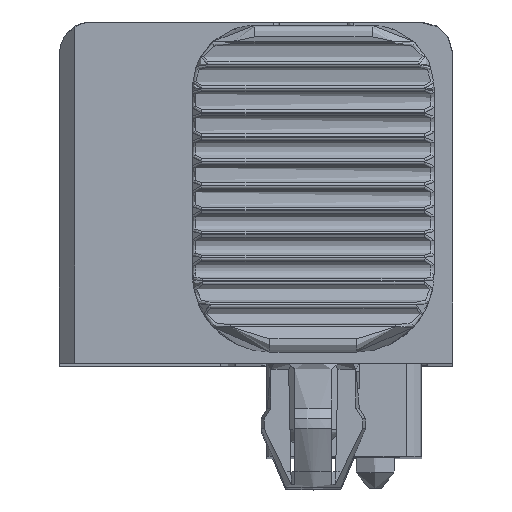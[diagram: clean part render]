
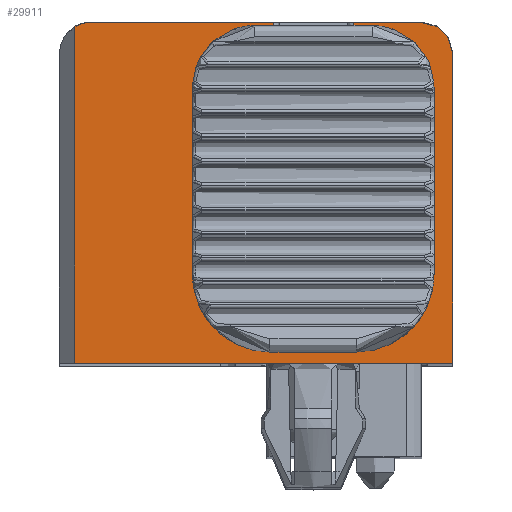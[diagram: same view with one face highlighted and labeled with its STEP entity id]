
A CAD part, top view. The second image highlights one B-rep face of the part: STEP entity #29911.
In plain terms, the highlighted planar face has unit normal (0, 0, 1).
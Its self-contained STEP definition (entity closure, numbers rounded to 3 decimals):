
#935=CIRCLE('',#30344,2.);
#1105=CIRCLE('',#30594,2.);
#1789=CIRCLE('',#32059,1.);
#1805=CIRCLE('',#32107,1.);
#3971=FACE_OUTER_BOUND('',#5607,.T.);
#5607=EDGE_LOOP('',(#26747,#26748,#26749,#26750,#26751,#26752,#26753,#26754,
#26755,#26756,#26757,#26758,#26759,#26760,#26761,#26762,#26763,#26764,#26765,
#26766,#26767,#26768,#26769,#26770));
#6130=LINE('',#41510,#8927);
#6277=LINE('',#41944,#9074);
#6284=LINE('',#41959,#9081);
#6300=LINE('',#41993,#9097);
#6310=LINE('',#42047,#9107);
#6312=LINE('',#42055,#9109);
#6459=LINE('',#42542,#9256);
#6554=LINE('',#53860,#9351);
#6557=LINE('',#53866,#9354);
#6558=LINE('',#53870,#9355);
#6913=LINE('',#55178,#9710);
#6919=LINE('',#55195,#9716);
#6922=LINE('',#55203,#9719);
#6923=LINE('',#55205,#9720);
#6929=LINE('',#55216,#9726);
#7704=LINE('',#70907,#10501);
#7934=LINE('',#71827,#10731);
#7982=LINE('',#72063,#10779);
#7993=LINE('',#72230,#10790);
#8423=LINE('',#74798,#11220);
#8927=VECTOR('',#33339,1000.);
#9074=VECTOR('',#33634,10.);
#9081=VECTOR('',#33643,10.);
#9097=VECTOR('',#33665,10.);
#9107=VECTOR('',#33711,10.);
#9109=VECTOR('',#33717,10.);
#9256=VECTOR('',#33956,10.);
#9351=VECTOR('',#34439,10.);
#9354=VECTOR('',#34442,10.);
#9355=VECTOR('',#34447,10.);
#9710=VECTOR('',#35336,1000.);
#9716=VECTOR('',#35350,1000.);
#9719=VECTOR('',#35357,1000.);
#9720=VECTOR('',#35360,1000.);
#9726=VECTOR('',#35374,1000.);
#10501=VECTOR('',#37833,1000.);
#10731=VECTOR('',#38641,1000.);
#10779=VECTOR('',#38825,1000.);
#10790=VECTOR('',#38904,1000.);
#11220=VECTOR('',#40258,1000.);
#11623=VERTEX_POINT('',#41506);
#11625=VERTEX_POINT('',#41509);
#11837=VERTEX_POINT('',#41941);
#11838=VERTEX_POINT('',#41943);
#11844=VERTEX_POINT('',#41957);
#11845=VERTEX_POINT('',#41958);
#11859=VERTEX_POINT('',#41991);
#11860=VERTEX_POINT('',#41992);
#11885=VERTEX_POINT('',#42044);
#11886=VERTEX_POINT('',#42046);
#11889=VERTEX_POINT('',#42052);
#11890=VERTEX_POINT('',#42054);
#12286=VERTEX_POINT('',#53858);
#12288=VERTEX_POINT('',#53863);
#12289=VERTEX_POINT('',#53865);
#12290=VERTEX_POINT('',#53869);
#12531=VERTEX_POINT('',#55177);
#12538=VERTEX_POINT('',#55193);
#12541=VERTEX_POINT('',#55201);
#12542=VERTEX_POINT('',#55215);
#13532=VERTEX_POINT('',#70906);
#13744=VERTEX_POINT('',#71825);
#13783=VERTEX_POINT('',#72059);
#13810=VERTEX_POINT('',#72292);
#14660=EDGE_CURVE('',#11623,#11625,#6130,.T.);
#14877=EDGE_CURVE('',#11838,#11837,#6277,.T.);
#14884=EDGE_CURVE('',#11844,#11845,#6284,.T.);
#14900=EDGE_CURVE('',#11859,#11860,#6300,.T.);
#14927=EDGE_CURVE('',#11886,#11885,#6310,.T.);
#14931=EDGE_CURVE('',#11890,#11889,#6312,.T.);
#14938=EDGE_CURVE('',#11889,#11859,#935,.T.);
#15111=EDGE_CURVE('',#11845,#11838,#6459,.T.);
#15465=EDGE_CURVE('',#11860,#12286,#6554,.T.);
#15468=EDGE_CURVE('',#12289,#12288,#6557,.T.);
#15470=EDGE_CURVE('',#12288,#12290,#6558,.T.);
#15483=EDGE_CURVE('',#12290,#11886,#1105,.T.);
#15908=EDGE_CURVE('',#12531,#11844,#6913,.T.);
#15918=EDGE_CURVE('',#11837,#12538,#6919,.T.);
#15922=EDGE_CURVE('',#12541,#11885,#6922,.F.);
#15923=EDGE_CURVE('',#12289,#12538,#6923,.F.);
#15929=EDGE_CURVE('',#11890,#12542,#6929,.F.);
#17379=EDGE_CURVE('',#13532,#12541,#7704,.F.);
#17766=EDGE_CURVE('',#13744,#11623,#7934,.F.);
#17859=EDGE_CURVE('',#13783,#13744,#1789,.T.);
#17860=EDGE_CURVE('',#12542,#13783,#7982,.F.);
#17907=EDGE_CURVE('',#12531,#12286,#7993,.F.);
#17921=EDGE_CURVE('',#13810,#13532,#1805,.T.);
#18631=EDGE_CURVE('',#13810,#11625,#8423,.T.);
#26747=ORIENTED_EDGE('',*,*,#14877,.T.);
#26748=ORIENTED_EDGE('',*,*,#15918,.T.);
#26749=ORIENTED_EDGE('',*,*,#15923,.F.);
#26750=ORIENTED_EDGE('',*,*,#15468,.T.);
#26751=ORIENTED_EDGE('',*,*,#15470,.T.);
#26752=ORIENTED_EDGE('',*,*,#15483,.T.);
#26753=ORIENTED_EDGE('',*,*,#14927,.T.);
#26754=ORIENTED_EDGE('',*,*,#15922,.F.);
#26755=ORIENTED_EDGE('',*,*,#17379,.F.);
#26756=ORIENTED_EDGE('',*,*,#17921,.F.);
#26757=ORIENTED_EDGE('',*,*,#18631,.T.);
#26758=ORIENTED_EDGE('',*,*,#14660,.F.);
#26759=ORIENTED_EDGE('',*,*,#17766,.F.);
#26760=ORIENTED_EDGE('',*,*,#17859,.F.);
#26761=ORIENTED_EDGE('',*,*,#17860,.F.);
#26762=ORIENTED_EDGE('',*,*,#15929,.F.);
#26763=ORIENTED_EDGE('',*,*,#14931,.T.);
#26764=ORIENTED_EDGE('',*,*,#14938,.T.);
#26765=ORIENTED_EDGE('',*,*,#14900,.T.);
#26766=ORIENTED_EDGE('',*,*,#15465,.T.);
#26767=ORIENTED_EDGE('',*,*,#17907,.F.);
#26768=ORIENTED_EDGE('',*,*,#15908,.T.);
#26769=ORIENTED_EDGE('',*,*,#14884,.T.);
#26770=ORIENTED_EDGE('',*,*,#15111,.T.);
#28354=PLANE('',#32556);
#29911=ADVANCED_FACE('',(#3971),#28354,.T.);
#30344=AXIS2_PLACEMENT_3D('',#42068,#33727,#33728);
#30594=AXIS2_PLACEMENT_3D('',#53886,#34472,#34473);
#32059=AXIS2_PLACEMENT_3D('',#72061,#38821,#38822);
#32107=AXIS2_PLACEMENT_3D('',#72294,#38936,#38937);
#32556=AXIS2_PLACEMENT_3D('',#74797,#40256,#40257);
#33339=DIRECTION('',(-1.,0.,0.));
#33634=DIRECTION('',(0.,1.,0.));
#33643=DIRECTION('',(0.,-1.,0.));
#33665=DIRECTION('',(0.,-1.,0.));
#33711=DIRECTION('',(1.,0.,0.));
#33717=DIRECTION('',(1.,0.,0.));
#33727=DIRECTION('center_axis',(0.,0.,
-1.));
#33728=DIRECTION('ref_axis',(0.,-1.,0.));
#33956=DIRECTION('',(-1.,0.,0.));
#34439=DIRECTION('',(-1.,0.,0.));
#34442=DIRECTION('',(-1.,0.,0.));
#34447=DIRECTION('',(0.,1.,0.));
#34472=DIRECTION('center_axis',(0.,0.,
-1.));
#34473=DIRECTION('ref_axis',(0.,-1.,0.));
#35336=DIRECTION('',(-1.,0.,0.));
#35350=DIRECTION('',(-1.,0.,0.));
#35357=DIRECTION('',(0.,1.,0.));
#35360=DIRECTION('',(0.,1.,0.));
#35374=DIRECTION('',(0.,-1.,0.));
#37833=DIRECTION('',(-1.,0.,0.));
#38641=DIRECTION('',(0.,1.,0.));
#38821=DIRECTION('center_axis',(0.,0.,
-1.));
#38822=DIRECTION('ref_axis',(0.,-1.,0.));
#38825=DIRECTION('',(-1.,0.,0.));
#38904=DIRECTION('',(0.,-1.,0.));
#38936=DIRECTION('center_axis',(0.,0.,
-1.));
#38937=DIRECTION('ref_axis',(0.,-1.,0.));
#40256=DIRECTION('center_axis',(0.,0.,
1.));
#40257=DIRECTION('ref_axis',(0.,-1.,0.));
#40258=DIRECTION('',(0.,-1.,0.));
#41506=CARTESIAN_POINT('',(141.551,-25.524,-249.533));
#41509=CARTESIAN_POINT('',(129.351,-25.524,-249.533));
#41510=CARTESIAN_POINT('',(137.851,-25.524,-249.533));
#41941=CARTESIAN_POINT('',(136.051,-24.524,-249.533));
#41943=CARTESIAN_POINT('',(136.051,-24.524,-249.533));
#41944=CARTESIAN_POINT('',(136.051,-23.435,-249.533));
#41957=CARTESIAN_POINT('',(138.051,-24.524,-249.533));
#41958=CARTESIAN_POINT('',(138.051,-24.524,-249.533));
#41959=CARTESIAN_POINT('',(138.051,-23.435,-249.533));
#41991=CARTESIAN_POINT('',(140.951,-16.62,-249.533));
#41992=CARTESIAN_POINT('',(140.951,-17.62,-249.533));
#41993=CARTESIAN_POINT('',(140.951,-21.298,-249.533));
#42044=CARTESIAN_POINT('',(135.751,-14.751,-249.533));
#42046=CARTESIAN_POINT('',(134.438,-14.751,-249.533));
#42047=CARTESIAN_POINT('',(138.231,-14.751,-249.533));
#42052=CARTESIAN_POINT('',(139.664,-14.751,-249.533));
#42054=CARTESIAN_POINT('',(138.351,-14.751,-249.533));
#42055=CARTESIAN_POINT('',(138.231,-14.751,-249.533));
#42068=CARTESIAN_POINT('Origin',(138.951,-16.62,-249.533));
#42542=CARTESIAN_POINT('',(137.451,-24.524,-249.533));
#53858=CARTESIAN_POINT('',(138.351,-17.62,-249.533));
#53860=CARTESIAN_POINT('',(138.231,-17.62,-249.533));
#53863=CARTESIAN_POINT('',(133.151,-17.62,-249.533));
#53865=CARTESIAN_POINT('',(135.751,-17.62,-249.533));
#53866=CARTESIAN_POINT('',(138.231,-17.62,-249.533));
#53869=CARTESIAN_POINT('',(133.151,-16.62,-249.533));
#53870=CARTESIAN_POINT('',(133.151,-21.298,-249.533));
#53886=CARTESIAN_POINT('Origin',(135.151,-16.62,-249.533));
#55177=CARTESIAN_POINT('',(138.351,-24.524,-249.533));
#55178=CARTESIAN_POINT('',(136.951,-24.524,-249.533));
#55193=CARTESIAN_POINT('',(135.751,-24.524,-249.533));
#55195=CARTESIAN_POINT('',(136.951,-24.524,-249.533));
#55201=CARTESIAN_POINT('',(135.751,-14.524,-249.533));
#55203=CARTESIAN_POINT('',(135.751,-24.524,-249.533));
#55205=CARTESIAN_POINT('',(135.751,-24.524,-249.533));
#55215=CARTESIAN_POINT('',(138.351,-14.524,-249.533));
#55216=CARTESIAN_POINT('',(138.351,-14.974,-249.533));
#70906=CARTESIAN_POINT('',(129.851,-14.524,-249.533));
#70907=CARTESIAN_POINT('',(134.851,-14.524,-249.533));
#71825=CARTESIAN_POINT('',(141.551,-15.524,-249.533));
#71827=CARTESIAN_POINT('',(141.551,-20.829,-249.533));
#72059=CARTESIAN_POINT('',(140.551,-14.524,-249.533));
#72061=CARTESIAN_POINT('Origin',(140.551,-15.524,-249.533));
#72063=CARTESIAN_POINT('',(134.851,-14.524,-249.533));
#72230=CARTESIAN_POINT('',(138.351,-14.974,-249.533));
#72292=CARTESIAN_POINT('',(129.351,-14.658,-249.533));
#72294=CARTESIAN_POINT('Origin',(129.851,-15.524,-249.533));
#74797=CARTESIAN_POINT('Origin',(137.851,-22.701,-249.533));
#74798=CARTESIAN_POINT('',(129.351,-22.701,-249.533));
